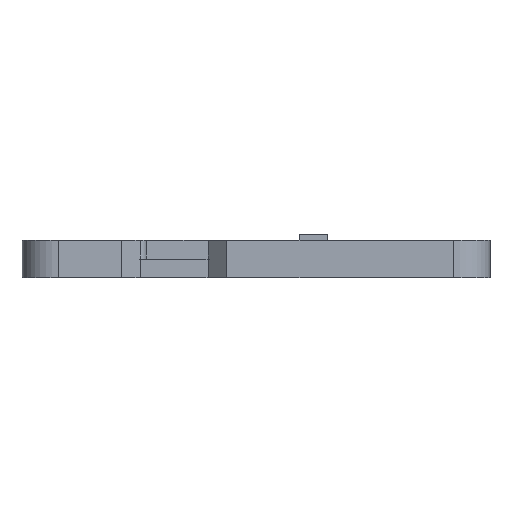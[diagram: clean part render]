
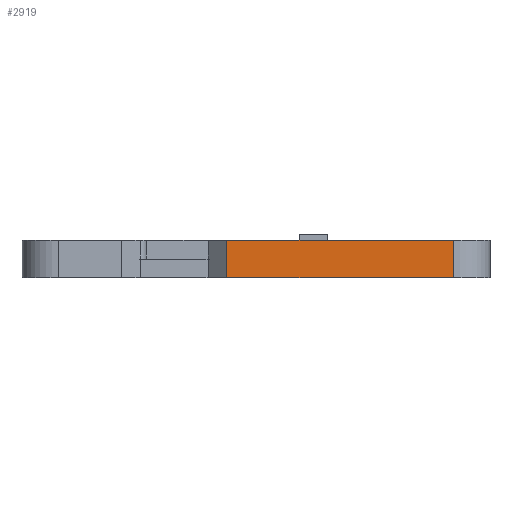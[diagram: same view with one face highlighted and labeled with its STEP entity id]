
A CAD part, front view. The second image highlights one B-rep face of the part: STEP entity #2919.
In plain terms, the highlighted planar face has unit normal (0, -1, 0).
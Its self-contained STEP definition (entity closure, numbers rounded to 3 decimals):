
#111 = PLANE('',#112);
#112 = AXIS2_PLACEMENT_3D('',#113,#114,#115);
#113 = CARTESIAN_POINT('',(-37.59,-24.13,-5.));
#114 = DIRECTION('',(0.,0.,1.));
#115 = DIRECTION('',(1.,0.,0.));
#593 = VERTEX_POINT('',#594);
#594 = CARTESIAN_POINT('',(-4.7,-29.97,-5.));
#607 = PLANE('',#608);
#608 = AXIS2_PLACEMENT_3D('',#609,#610,#611);
#609 = CARTESIAN_POINT('',(-7.7,-26.97,1.));
#610 = DIRECTION('',(-0.707,-0.707,0.));
#611 = DIRECTION('',(0.707,-0.707,0.));
#618 = EDGE_CURVE('',#619,#593,#621,.T.);
#619 = VERTEX_POINT('',#620);
#620 = CARTESIAN_POINT('',(31.77,-29.97,-5.));
#621 = SURFACE_CURVE('',#622,(#626,#633),.PCURVE_S1.);
#622 = LINE('',#623,#624);
#623 = CARTESIAN_POINT('',(31.77,-29.97,-5.));
#624 = VECTOR('',#625,1.);
#625 = DIRECTION('',(-1.,0.,0.));
#626 = PCURVE('',#111,#627);
#627 = DEFINITIONAL_REPRESENTATION('',(#628),#632);
#628 = LINE('',#629,#630);
#629 = CARTESIAN_POINT('',(69.36,-5.84));
#630 = VECTOR('',#631,1.);
#631 = DIRECTION('',(-1.,0.));
#632 = ( GEOMETRIC_REPRESENTATION_CONTEXT(2) 
PARAMETRIC_REPRESENTATION_CONTEXT() REPRESENTATION_CONTEXT('2D SPACE',''
  ) );
#633 = PCURVE('',#634,#639);
#634 = PLANE('',#635);
#635 = AXIS2_PLACEMENT_3D('',#636,#637,#638);
#636 = CARTESIAN_POINT('',(31.77,-29.97,1.));
#637 = DIRECTION('',(0.,1.,0.));
#638 = DIRECTION('',(-1.,0.,0.));
#639 = DEFINITIONAL_REPRESENTATION('',(#640),#644);
#640 = LINE('',#641,#642);
#641 = CARTESIAN_POINT('',(0.,-6.));
#642 = VECTOR('',#643,1.);
#643 = DIRECTION('',(1.,0.));
#644 = ( GEOMETRIC_REPRESENTATION_CONTEXT(2) 
PARAMETRIC_REPRESENTATION_CONTEXT() REPRESENTATION_CONTEXT('2D SPACE',''
  ) );
#663 = CYLINDRICAL_SURFACE('',#664,5.84);
#664 = AXIS2_PLACEMENT_3D('',#665,#666,#667);
#665 = CARTESIAN_POINT('',(31.77,-24.13,1.));
#666 = DIRECTION('',(0.,0.,1.));
#667 = DIRECTION('',(1.,0.,0.));
#2760 = PLANE('',#2761);
#2761 = AXIS2_PLACEMENT_3D('',#2762,#2763,#2764);
#2762 = CARTESIAN_POINT('',(-37.59,-24.13,1.));
#2763 = DIRECTION('',(0.,0.,1.));
#2764 = DIRECTION('',(1.,0.,0.));
#2873 = EDGE_CURVE('',#2874,#619,#2876,.T.);
#2874 = VERTEX_POINT('',#2875);
#2875 = CARTESIAN_POINT('',(31.77,-29.97,1.));
#2876 = SURFACE_CURVE('',#2877,(#2881,#2888),.PCURVE_S1.);
#2877 = LINE('',#2878,#2879);
#2878 = CARTESIAN_POINT('',(31.77,-29.97,1.));
#2879 = VECTOR('',#2880,1.);
#2880 = DIRECTION('',(-0.,-0.,-1.));
#2881 = PCURVE('',#663,#2882);
#2882 = DEFINITIONAL_REPRESENTATION('',(#2883),#2887);
#2883 = LINE('',#2884,#2885);
#2884 = CARTESIAN_POINT('',(4.712,0.));
#2885 = VECTOR('',#2886,1.);
#2886 = DIRECTION('',(0.,-1.));
#2887 = ( GEOMETRIC_REPRESENTATION_CONTEXT(2) 
PARAMETRIC_REPRESENTATION_CONTEXT() REPRESENTATION_CONTEXT('2D SPACE',''
  ) );
#2888 = PCURVE('',#634,#2889);
#2889 = DEFINITIONAL_REPRESENTATION('',(#2890),#2894);
#2890 = LINE('',#2891,#2892);
#2891 = CARTESIAN_POINT('',(0.,0.));
#2892 = VECTOR('',#2893,1.);
#2893 = DIRECTION('',(0.,-1.));
#2894 = ( GEOMETRIC_REPRESENTATION_CONTEXT(2) 
PARAMETRIC_REPRESENTATION_CONTEXT() REPRESENTATION_CONTEXT('2D SPACE',''
  ) );
#2919 = ADVANCED_FACE('',(#2920),#634,.F.);
#2920 = FACE_BOUND('',#2921,.F.);
#2921 = EDGE_LOOP('',(#2922,#2945,#2946,#2947));
#2922 = ORIENTED_EDGE('',*,*,#2923,.F.);
#2923 = EDGE_CURVE('',#2874,#2924,#2926,.T.);
#2924 = VERTEX_POINT('',#2925);
#2925 = CARTESIAN_POINT('',(-4.7,-29.97,1.));
#2926 = SURFACE_CURVE('',#2927,(#2931,#2938),.PCURVE_S1.);
#2927 = LINE('',#2928,#2929);
#2928 = CARTESIAN_POINT('',(31.77,-29.97,1.));
#2929 = VECTOR('',#2930,1.);
#2930 = DIRECTION('',(-1.,0.,0.));
#2931 = PCURVE('',#634,#2932);
#2932 = DEFINITIONAL_REPRESENTATION('',(#2933),#2937);
#2933 = LINE('',#2934,#2935);
#2934 = CARTESIAN_POINT('',(0.,0.));
#2935 = VECTOR('',#2936,1.);
#2936 = DIRECTION('',(1.,0.));
#2937 = ( GEOMETRIC_REPRESENTATION_CONTEXT(2) 
PARAMETRIC_REPRESENTATION_CONTEXT() REPRESENTATION_CONTEXT('2D SPACE',''
  ) );
#2938 = PCURVE('',#2760,#2939);
#2939 = DEFINITIONAL_REPRESENTATION('',(#2940),#2944);
#2940 = LINE('',#2941,#2942);
#2941 = CARTESIAN_POINT('',(69.36,-5.84));
#2942 = VECTOR('',#2943,1.);
#2943 = DIRECTION('',(-1.,0.));
#2944 = ( GEOMETRIC_REPRESENTATION_CONTEXT(2) 
PARAMETRIC_REPRESENTATION_CONTEXT() REPRESENTATION_CONTEXT('2D SPACE',''
  ) );
#2945 = ORIENTED_EDGE('',*,*,#2873,.T.);
#2946 = ORIENTED_EDGE('',*,*,#618,.T.);
#2947 = ORIENTED_EDGE('',*,*,#2948,.F.);
#2948 = EDGE_CURVE('',#2924,#593,#2949,.T.);
#2949 = SURFACE_CURVE('',#2950,(#2954,#2961),.PCURVE_S1.);
#2950 = LINE('',#2951,#2952);
#2951 = CARTESIAN_POINT('',(-4.7,-29.97,1.));
#2952 = VECTOR('',#2953,1.);
#2953 = DIRECTION('',(-0.,-0.,-1.));
#2954 = PCURVE('',#634,#2955);
#2955 = DEFINITIONAL_REPRESENTATION('',(#2956),#2960);
#2956 = LINE('',#2957,#2958);
#2957 = CARTESIAN_POINT('',(36.47,0.));
#2958 = VECTOR('',#2959,1.);
#2959 = DIRECTION('',(0.,-1.));
#2960 = ( GEOMETRIC_REPRESENTATION_CONTEXT(2) 
PARAMETRIC_REPRESENTATION_CONTEXT() REPRESENTATION_CONTEXT('2D SPACE',''
  ) );
#2961 = PCURVE('',#607,#2962);
#2962 = DEFINITIONAL_REPRESENTATION('',(#2963),#2967);
#2963 = LINE('',#2964,#2965);
#2964 = CARTESIAN_POINT('',(4.243,0.));
#2965 = VECTOR('',#2966,1.);
#2966 = DIRECTION('',(0.,-1.));
#2967 = ( GEOMETRIC_REPRESENTATION_CONTEXT(2) 
PARAMETRIC_REPRESENTATION_CONTEXT() REPRESENTATION_CONTEXT('2D SPACE',''
  ) );
